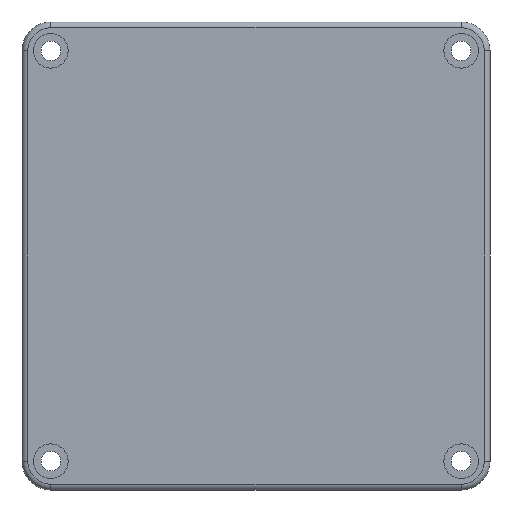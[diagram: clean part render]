
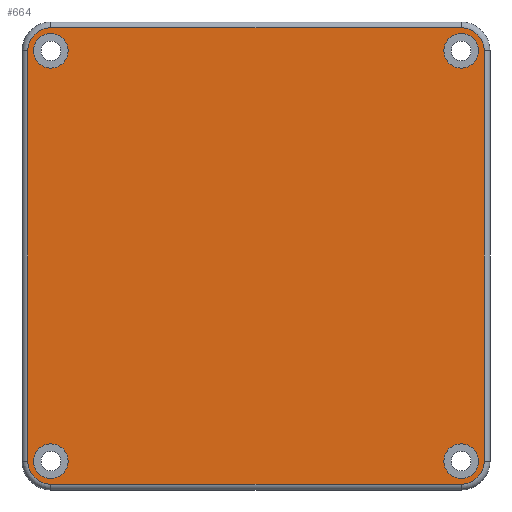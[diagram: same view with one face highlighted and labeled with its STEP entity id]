
A CAD part, front view. The second image highlights one B-rep face of the part: STEP entity #664.
In plain terms, the highlighted planar face has unit normal (0, -1, 0).
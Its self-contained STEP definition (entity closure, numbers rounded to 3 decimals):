
#15=FACE_BOUND('',#105,.T.);
#16=FACE_BOUND('',#106,.T.);
#17=FACE_BOUND('',#107,.T.);
#18=FACE_BOUND('',#108,.T.);
#34=PLANE('',#740);
#64=FACE_OUTER_BOUND('',#104,.T.);
#104=EDGE_LOOP('',(#503,#504,#505,#506,#507,#508,#509,#510));
#105=EDGE_LOOP('',(#511));
#106=EDGE_LOOP('',(#512));
#107=EDGE_LOOP('',(#513));
#108=EDGE_LOOP('',(#514));
#148=LINE('',#1035,#202);
#150=LINE('',#1047,#204);
#152=LINE('',#1059,#206);
#153=LINE('',#1067,#207);
#202=VECTOR('',#820,10.);
#204=VECTOR('',#834,10.);
#206=VECTOR('',#848,10.);
#207=VECTOR('',#859,10.);
#254=CIRCLE('',#712,4.);
#260=CIRCLE('',#720,4.);
#264=CIRCLE('',#726,4.);
#268=CIRCLE('',#732,4.);
#271=CIRCLE('',#741,3.);
#272=CIRCLE('',#742,3.);
#273=CIRCLE('',#743,3.);
#274=CIRCLE('',#744,3.);
#298=VERTEX_POINT('',#1023);
#299=VERTEX_POINT('',#1025);
#301=VERTEX_POINT('',#1031);
#303=VERTEX_POINT('',#1037);
#305=VERTEX_POINT('',#1043);
#307=VERTEX_POINT('',#1049);
#309=VERTEX_POINT('',#1055);
#311=VERTEX_POINT('',#1061);
#318=VERTEX_POINT('',#1088);
#319=VERTEX_POINT('',#1090);
#320=VERTEX_POINT('',#1092);
#321=VERTEX_POINT('',#1094);
#360=EDGE_CURVE('',#298,#299,#254,.T.);
#365=EDGE_CURVE('',#299,#301,#148,.T.);
#368=EDGE_CURVE('',#301,#303,#260,.T.);
#371=EDGE_CURVE('',#303,#305,#150,.T.);
#374=EDGE_CURVE('',#305,#307,#264,.T.);
#377=EDGE_CURVE('',#307,#309,#152,.T.);
#380=EDGE_CURVE('',#309,#311,#268,.T.);
#381=EDGE_CURVE('',#311,#298,#153,.T.);
#392=EDGE_CURVE('',#318,#318,#271,.T.);
#393=EDGE_CURVE('',#319,#319,#272,.T.);
#394=EDGE_CURVE('',#320,#320,#273,.T.);
#395=EDGE_CURVE('',#321,#321,#274,.T.);
#503=ORIENTED_EDGE('',*,*,#360,.F.);
#504=ORIENTED_EDGE('',*,*,#381,.F.);
#505=ORIENTED_EDGE('',*,*,#380,.F.);
#506=ORIENTED_EDGE('',*,*,#377,.F.);
#507=ORIENTED_EDGE('',*,*,#374,.F.);
#508=ORIENTED_EDGE('',*,*,#371,.F.);
#509=ORIENTED_EDGE('',*,*,#368,.F.);
#510=ORIENTED_EDGE('',*,*,#365,.F.);
#511=ORIENTED_EDGE('',*,*,#392,.F.);
#512=ORIENTED_EDGE('',*,*,#393,.F.);
#513=ORIENTED_EDGE('',*,*,#394,.F.);
#514=ORIENTED_EDGE('',*,*,#395,.F.);
#664=ADVANCED_FACE('',(#64,#15,#16,#17,#18),#34,.F.);
#712=AXIS2_PLACEMENT_3D('',#1026,#809,#810);
#720=AXIS2_PLACEMENT_3D('',#1041,#827,#828);
#726=AXIS2_PLACEMENT_3D('',#1053,#841,#842);
#732=AXIS2_PLACEMENT_3D('',#1065,#855,#856);
#740=AXIS2_PLACEMENT_3D('',#1087,#880,#881);
#741=AXIS2_PLACEMENT_3D('',#1089,#882,#883);
#742=AXIS2_PLACEMENT_3D('',#1091,#884,#885);
#743=AXIS2_PLACEMENT_3D('',#1093,#886,#887);
#744=AXIS2_PLACEMENT_3D('',#1095,#888,#889);
#809=DIRECTION('center_axis',(0.,1.,0.));
#810=DIRECTION('ref_axis',(-0.707,0.,0.707));
#820=DIRECTION('',(1.,0.,0.));
#827=DIRECTION('center_axis',(0.,1.,0.));
#828=DIRECTION('ref_axis',(0.707,0.,0.707));
#834=DIRECTION('',(0.,0.,-1.));
#841=DIRECTION('center_axis',(0.,1.,0.));
#842=DIRECTION('ref_axis',(0.707,0.,-0.707));
#848=DIRECTION('',(-1.,0.,0.));
#855=DIRECTION('center_axis',(0.,1.,0.));
#856=DIRECTION('ref_axis',(-0.707,0.,-0.707));
#859=DIRECTION('',(0.,0.,1.));
#880=DIRECTION('center_axis',(0.,1.,0.));
#881=DIRECTION('ref_axis',(1.,0.,0.));
#882=DIRECTION('center_axis',(0.,-1.,0.));
#883=DIRECTION('ref_axis',(1.,0.,0.));
#884=DIRECTION('center_axis',(0.,-1.,0.));
#885=DIRECTION('ref_axis',(1.,0.,0.));
#886=DIRECTION('center_axis',(0.,-1.,0.));
#887=DIRECTION('ref_axis',(1.,0.,0.));
#888=DIRECTION('center_axis',(0.,-1.,0.));
#889=DIRECTION('ref_axis',(1.,0.,0.));
#1023=CARTESIAN_POINT('',(-32.945,0.,42.462));
#1025=CARTESIAN_POINT('',(-28.945,0.,46.462));
#1026=CARTESIAN_POINT('Origin',(-28.945,0.,42.462));
#1031=CARTESIAN_POINT('',(42.155,0.,46.462));
#1035=CARTESIAN_POINT('',(-13.67,0.,46.462));
#1037=CARTESIAN_POINT('',(46.155,0.,42.462));
#1041=CARTESIAN_POINT('Origin',(42.155,0.,42.462));
#1043=CARTESIAN_POINT('',(46.155,0.,-28.638));
#1047=CARTESIAN_POINT('',(46.155,0.,27.187));
#1049=CARTESIAN_POINT('',(42.155,0.,-32.638));
#1053=CARTESIAN_POINT('Origin',(42.155,0.,-28.638));
#1055=CARTESIAN_POINT('',(-28.945,0.,-32.638));
#1059=CARTESIAN_POINT('',(26.88,0.,-32.638));
#1061=CARTESIAN_POINT('',(-32.945,0.,-28.638));
#1065=CARTESIAN_POINT('Origin',(-28.945,0.,-28.638));
#1067=CARTESIAN_POINT('',(-32.945,0.,-13.363));
#1087=CARTESIAN_POINT('Origin',(6.605,0.,6.912));
#1088=CARTESIAN_POINT('',(-31.945,0.,42.462));
#1089=CARTESIAN_POINT('Origin',(-28.945,0.,42.462));
#1090=CARTESIAN_POINT('',(39.155,0.,42.462));
#1091=CARTESIAN_POINT('Origin',(42.155,0.,42.462));
#1092=CARTESIAN_POINT('',(39.155,0.,-28.638));
#1093=CARTESIAN_POINT('Origin',(42.155,0.,-28.638));
#1094=CARTESIAN_POINT('',(-31.945,0.,-28.638));
#1095=CARTESIAN_POINT('Origin',(-28.945,0.,-28.638));
